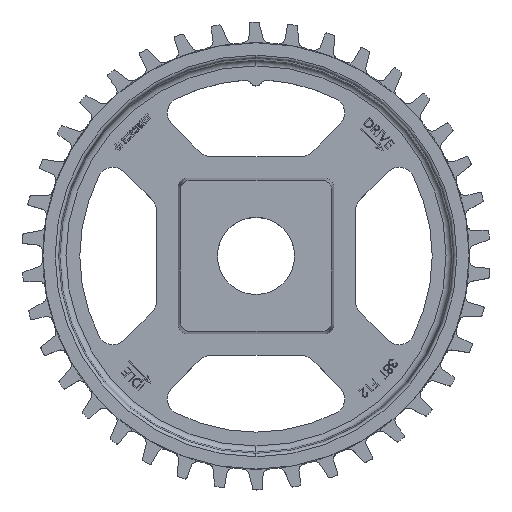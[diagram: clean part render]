
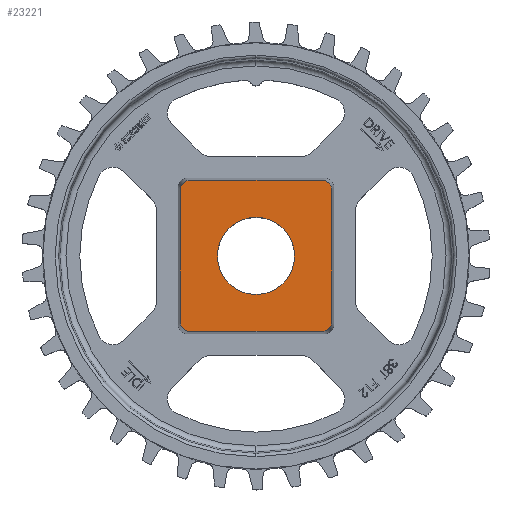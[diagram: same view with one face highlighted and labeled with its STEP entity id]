
A CAD part, top view. The second image highlights one B-rep face of the part: STEP entity #23221.
In plain terms, the highlighted planar face has unit normal (0, 0, 1).
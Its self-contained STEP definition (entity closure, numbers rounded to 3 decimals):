
#16 = CARTESIAN_POINT ( 'NONE',  ( 23.265, 24.5, 12.5 ) ) ;
#917 = ORIENTED_EDGE ( 'NONE', *, *, #22741, .F. ) ;
#1311 = AXIS2_PLACEMENT_3D ( 'NONE', #26149, #23004, #20675 ) ;
#1548 = CARTESIAN_POINT ( 'NONE',  ( -24.5, -23.265, 12.5 ) ) ;
#2120 = CARTESIAN_POINT ( 'NONE',  ( 23.265, -24.5, 12.5 ) ) ;
#2533 = LINE ( 'NONE', #24692, #27135 ) ;
#3119 = DIRECTION ( 'NONE',  ( -1., 0., 0. ) ) ;
#3688 = CARTESIAN_POINT ( 'NONE',  ( 21.511, 24.5, 12.5 ) ) ;
#3736 = CARTESIAN_POINT ( 'NONE',  ( -24.5, -21.511, 12.5 ) ) ;
#3862 = CARTESIAN_POINT ( 'NONE',  ( -21.511, -24.5, 12.5 ) ) ;
#3987 = ORIENTED_EDGE ( 'NONE', *, *, #9697, .T. ) ;
#4046 = AXIS2_PLACEMENT_3D ( 'NONE', #25964, #16036, #30769 ) ;
#4215 = DIRECTION ( 'NONE',  ( 1., 0., 0. ) ) ;
#4281 = VERTEX_POINT ( 'NONE', #18346 ) ;
#5002 = CIRCLE ( 'NONE', #1311, 12.5 ) ;
#5940 = ORIENTED_EDGE ( 'NONE', *, *, #13626, .T. ) ;
#6022 = VECTOR ( 'NONE', #28080, 1000. ) ;
#6656 = AXIS2_PLACEMENT_3D ( 'NONE', #11648, #26862, #4215 ) ;
#6951 =( BOUNDED_CURVE ( )  B_SPLINE_CURVE ( 3, ( #19787, #2120, #12041, #22426 ),
 .UNSPECIFIED., .F., .F. ) 
 B_SPLINE_CURVE_WITH_KNOTS ( ( 4, 4 ),
 ( 2.36, 3.923 ),
 .UNSPECIFIED. ) 
 CURVE ( )  GEOMETRIC_REPRESENTATION_ITEM ( )  RATIONAL_B_SPLINE_CURVE ( ( 1., 0.807, 0.807, 1. ) ) 
 REPRESENTATION_ITEM ( '' )  );
#7075 = VECTOR ( 'NONE', #8156, 1000. ) ;
#7346 = CARTESIAN_POINT ( 'NONE',  ( -23.265, 24.5, 12.5 ) ) ;
#7365 = VERTEX_POINT ( 'NONE', #3688 ) ;
#7687 = CARTESIAN_POINT ( 'NONE',  ( -21.511, 24.5, 12.5 ) ) ;
#8156 = DIRECTION ( 'NONE',  ( 0., 1., 0. ) ) ;
#8375 = ORIENTED_EDGE ( 'NONE', *, *, #12873, .T. ) ;
#8548 = CARTESIAN_POINT ( 'NONE',  ( -24.5, -24.5, 12.5 ) ) ;
#8897 = CARTESIAN_POINT ( 'NONE',  ( -24.5, 21.511, 12.5 ) ) ;
#8962 = EDGE_CURVE ( 'NONE', #24889, #31832, #10705, .T. ) ;
#9008 = ORIENTED_EDGE ( 'NONE', *, *, #25938, .T. ) ;
#9318 = DIRECTION ( 'NONE',  ( 1., 0., 0. ) ) ;
#9697 = EDGE_CURVE ( 'NONE', #25065, #26895, #20689, .T. ) ;
#9871 = EDGE_LOOP ( 'NONE', ( #3987, #23436, #20229, #9008, #21133, #16188, #5940, #8375 ) ) ;
#9944 = CARTESIAN_POINT ( 'NONE',  ( 21.511, 24.5, 12.5 ) ) ;
#10084 = EDGE_CURVE ( 'NONE', #7365, #12474, #20950, .T. ) ;
#10443 = FACE_OUTER_BOUND ( 'NONE', #9871, .T. ) ;
#10705 = LINE ( 'NONE', #8548, #6022 ) ;
#10885 = CARTESIAN_POINT ( 'NONE',  ( 24.5, 24.5, 12.5 ) ) ;
#11648 = CARTESIAN_POINT ( 'NONE',  ( 0., 0., 12.5 ) ) ;
#12041 = CARTESIAN_POINT ( 'NONE',  ( 24.5, -23.265, 12.5 ) ) ;
#12139 = CARTESIAN_POINT ( 'NONE',  ( -24.5, 21.511, 12.5 ) ) ;
#12474 = VERTEX_POINT ( 'NONE', #25458 ) ;
#12873 = EDGE_CURVE ( 'NONE', #25810, #25065, #6951, .T. ) ;
#12917 = PLANE ( 'NONE',  #4046 ) ;
#13527 = CIRCLE ( 'NONE', #6656, 12.5 ) ;
#13591 = EDGE_CURVE ( 'NONE', #31832, #4281, #30627, .T. ) ;
#13626 = EDGE_CURVE ( 'NONE', #4281, #25810, #2533, .T. ) ;
#14908 = EDGE_CURVE ( 'NONE', #22934, #17065, #5002, .T. ) ;
#16036 = DIRECTION ( 'NONE',  ( 0., 0., 1. ) ) ;
#16188 = ORIENTED_EDGE ( 'NONE', *, *, #13591, .T. ) ;
#16748 = CARTESIAN_POINT ( 'NONE',  ( -23.265, -24.5, 12.5 ) ) ;
#16995 = CARTESIAN_POINT ( 'NONE',  ( 24.5, -21.511, 12.5 ) ) ;
#17065 = VERTEX_POINT ( 'NONE', #29046 ) ;
#17525 = CARTESIAN_POINT ( 'NONE',  ( 24.5, 23.265, 12.5 ) ) ;
#17606 = VECTOR ( 'NONE', #3119, 1000. ) ;
#17747 = CARTESIAN_POINT ( 'NONE',  ( -24.5, 23.265, 12.5 ) ) ;
#18346 = CARTESIAN_POINT ( 'NONE',  ( -21.511, -24.5, 12.5 ) ) ;
#19787 = CARTESIAN_POINT ( 'NONE',  ( 21.511, -24.5, 12.5 ) ) ;
#20229 = ORIENTED_EDGE ( 'NONE', *, *, #10084, .T. ) ;
#20556 = EDGE_CURVE ( 'NONE', #26895, #7365, #28495, .T. ) ;
#20675 = DIRECTION ( 'NONE',  ( 1., 0., 0. ) ) ;
#20689 = LINE ( 'NONE', #27846, #7075 ) ;
#20950 = LINE ( 'NONE', #10885, #17606 ) ;
#21133 = ORIENTED_EDGE ( 'NONE', *, *, #8962, .T. ) ;
#22426 = CARTESIAN_POINT ( 'NONE',  ( 24.5, -21.511, 12.5 ) ) ;
#22741 = EDGE_CURVE ( 'NONE', #17065, #22934, #13527, .T. ) ;
#22934 = VERTEX_POINT ( 'NONE', #30653 ) ;
#23004 = DIRECTION ( 'NONE',  ( 0., 0., 1. ) ) ;
#23221 = ADVANCED_FACE ( 'NONE', ( #25484, #10443 ), #12917, .T. ) ;
#23436 = ORIENTED_EDGE ( 'NONE', *, *, #20556, .T. ) ;
#24692 = CARTESIAN_POINT ( 'NONE',  ( 24.5, -24.5, 12.5 ) ) ;
#24889 = VERTEX_POINT ( 'NONE', #8897 ) ;
#25035 = CARTESIAN_POINT ( 'NONE',  ( 24.5, 21.511, 12.5 ) ) ;
#25065 = VERTEX_POINT ( 'NONE', #16995 ) ;
#25458 = CARTESIAN_POINT ( 'NONE',  ( -21.511, 24.5, 12.5 ) ) ;
#25484 = FACE_BOUND ( 'NONE', #30617, .T. ) ;
#25810 = VERTEX_POINT ( 'NONE', #32157 ) ;
#25938 = EDGE_CURVE ( 'NONE', #12474, #24889, #31873, .T. ) ;
#25964 = CARTESIAN_POINT ( 'NONE',  ( 0., 0., 12.5 ) ) ;
#26149 = CARTESIAN_POINT ( 'NONE',  ( 0., 0., 12.5 ) ) ;
#26862 = DIRECTION ( 'NONE',  ( 0., 0., 1. ) ) ;
#26895 = VERTEX_POINT ( 'NONE', #25035 ) ;
#27135 = VECTOR ( 'NONE', #9318, 1000. ) ;
#27499 = ORIENTED_EDGE ( 'NONE', *, *, #14908, .F. ) ;
#27846 = CARTESIAN_POINT ( 'NONE',  ( 24.5, -24.5, 12.5 ) ) ;
#28080 = DIRECTION ( 'NONE',  ( 0., -1., 0. ) ) ;
#28121 = CARTESIAN_POINT ( 'NONE',  ( 24.5, 21.511, 12.5 ) ) ;
#28495 =( BOUNDED_CURVE ( )  B_SPLINE_CURVE ( 3, ( #28121, #17525, #16, #9944 ),
 .UNSPECIFIED., .F., .T. ) 
 B_SPLINE_CURVE_WITH_KNOTS ( ( 4, 4 ),
 ( 2.36, 3.923 ),
 .UNSPECIFIED. ) 
 CURVE ( )  GEOMETRIC_REPRESENTATION_ITEM ( )  RATIONAL_B_SPLINE_CURVE ( ( 1., 0.807, 0.807, 1. ) ) 
 REPRESENTATION_ITEM ( '' )  );
#29046 = CARTESIAN_POINT ( 'NONE',  ( 12.5, 0., 12.5 ) ) ;
#30617 = EDGE_LOOP ( 'NONE', ( #917, #27499 ) ) ;
#30627 =( BOUNDED_CURVE ( )  B_SPLINE_CURVE ( 3, ( #31794, #1548, #16748, #3862 ),
 .UNSPECIFIED., .F., .T. ) 
 B_SPLINE_CURVE_WITH_KNOTS ( ( 4, 4 ),
 ( 2.36, 3.923 ),
 .UNSPECIFIED. ) 
 CURVE ( )  GEOMETRIC_REPRESENTATION_ITEM ( )  RATIONAL_B_SPLINE_CURVE ( ( 1., 0.807, 0.807, 1. ) ) 
 REPRESENTATION_ITEM ( '' )  );
#30653 = CARTESIAN_POINT ( 'NONE',  ( -12.5, 0., 12.5 ) ) ;
#30769 = DIRECTION ( 'NONE',  ( 1., 0., 0. ) ) ;
#31794 = CARTESIAN_POINT ( 'NONE',  ( -24.5, -21.511, 12.5 ) ) ;
#31832 = VERTEX_POINT ( 'NONE', #3736 ) ;
#31873 =( BOUNDED_CURVE ( )  B_SPLINE_CURVE ( 3, ( #7687, #7346, #17747, #12139 ),
 .UNSPECIFIED., .F., .T. ) 
 B_SPLINE_CURVE_WITH_KNOTS ( ( 4, 4 ),
 ( 2.36, 3.923 ),
 .UNSPECIFIED. ) 
 CURVE ( )  GEOMETRIC_REPRESENTATION_ITEM ( )  RATIONAL_B_SPLINE_CURVE ( ( 1., 0.807, 0.807, 1. ) ) 
 REPRESENTATION_ITEM ( '' )  );
#32157 = CARTESIAN_POINT ( 'NONE',  ( 21.511, -24.5, 12.5 ) ) ;
